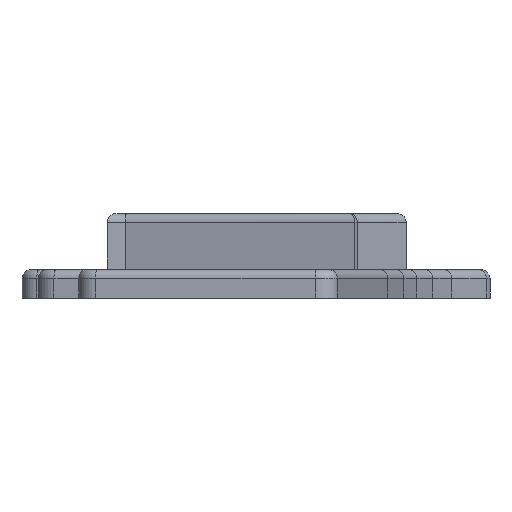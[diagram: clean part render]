
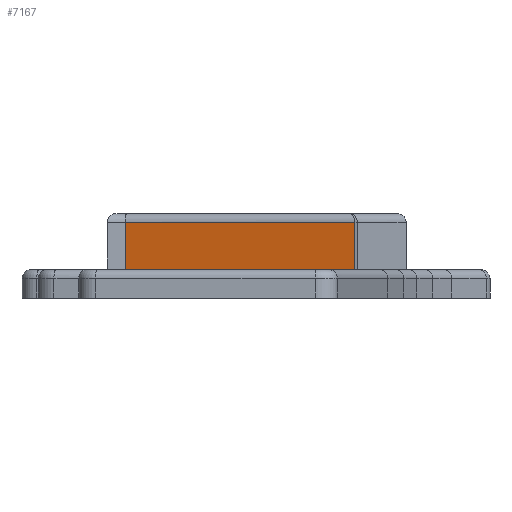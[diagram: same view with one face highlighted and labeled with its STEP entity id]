
A CAD part, left-side view. The second image highlights one B-rep face of the part: STEP entity #7167.
In plain terms, the highlighted planar face has unit normal (-0.966, 0.259, 0).
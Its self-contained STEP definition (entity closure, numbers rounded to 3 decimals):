
#298=FACE_OUTER_BOUND('',#680,.T.);
#680=EDGE_LOOP('',(#5006,#5007,#5008,#5009));
#1416=LINE('',#10514,#2271);
#1428=LINE('',#10548,#2283);
#1429=LINE('',#10550,#2284);
#1430=LINE('',#10551,#2285);
#2271=VECTOR('',#8391,10.);
#2283=VECTOR('',#8425,10.);
#2284=VECTOR('',#8426,10.);
#2285=VECTOR('',#8427,10.);
#3159=VERTEX_POINT('',#10512);
#3160=VERTEX_POINT('',#10513);
#3171=VERTEX_POINT('',#10547);
#3172=VERTEX_POINT('',#10549);
#3866=EDGE_CURVE('',#3159,#3160,#1416,.T.);
#3884=EDGE_CURVE('',#3171,#3159,#1428,.T.);
#3885=EDGE_CURVE('',#3172,#3171,#1429,.T.);
#3886=EDGE_CURVE('',#3172,#3160,#1430,.T.);
#5006=ORIENTED_EDGE('',*,*,#3866,.F.);
#5007=ORIENTED_EDGE('',*,*,#3884,.F.);
#5008=ORIENTED_EDGE('',*,*,#3885,.F.);
#5009=ORIENTED_EDGE('',*,*,#3886,.T.);
#6902=PLANE('',#7617);
#7167=ADVANCED_FACE('',(#298),#6902,.T.);
#7617=AXIS2_PLACEMENT_3D('',#10546,#8423,#8424);
#8391=DIRECTION('',(-0.259,-0.966,0.));
#8423=DIRECTION('center_axis',(-0.966,0.259,0.));
#8424=DIRECTION('ref_axis',(-0.259,-0.966,0.));
#8425=DIRECTION('',(0.,0.,1.));
#8426=DIRECTION('',(0.259,0.966,0.));
#8427=DIRECTION('',(0.,0.,1.));
#10512=CARTESIAN_POINT('',(94.861,37.135,12.5));
#10513=CARTESIAN_POINT('',(80.692,-15.743,12.5));
#10514=CARTESIAN_POINT('',(91.411,24.26,12.5));
#10546=CARTESIAN_POINT('Origin',(94.861,37.135,0.));
#10547=CARTESIAN_POINT('',(94.861,37.135,1.6));
#10548=CARTESIAN_POINT('',(94.861,37.135,0.));
#10549=CARTESIAN_POINT('',(80.692,-15.743,1.6));
#10550=CARTESIAN_POINT('',(91.433,24.341,1.6));
#10551=CARTESIAN_POINT('',(80.692,-15.743,9.));
